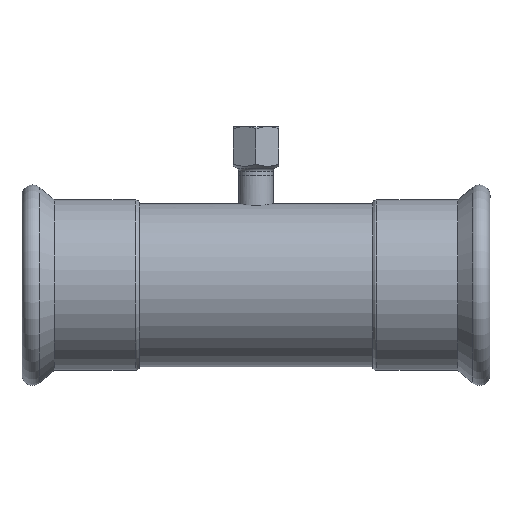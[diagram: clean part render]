
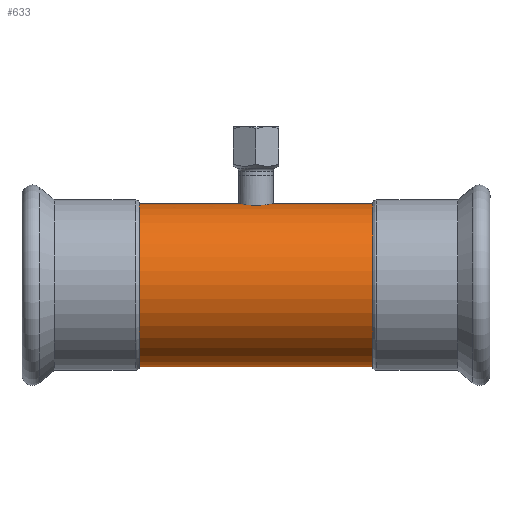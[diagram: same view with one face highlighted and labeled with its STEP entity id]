
A CAD part, front view. The second image highlights one B-rep face of the part: STEP entity #633.
In plain terms, the highlighted cylindrical face has radius 54 mm (diameter 108 mm), a full revolution.
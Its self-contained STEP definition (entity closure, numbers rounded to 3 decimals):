
#140=FACE_BOUND($,#225,.T.);
#141=FACE_BOUND($,#226,.T.);
#142=FACE_BOUND($,#227,.T.);
#179=B_SPLINE_CURVE_WITH_KNOTS($,3,(#1026,#1027,#1028,#1029,#1030,#1031,
#1032,#1033,#1034,#1035,#1036,#1037,#1038,#1039,#1040,#1041,#1042,#1043,
#1044,#1045,#1046,#1047,#1048,#1049,#1050,#1051,#1052,#1053,#1054,#1055,
#1056,#1057,#1058,#1059),.UNSPECIFIED.,.T.,.F.,(4,2,2,2,2,2,2,2,2,2,2,2,
2,2,2,2,4),(0.,0.435,0.869,1.304,1.739,
2.173,2.608,3.042,3.477,3.912,
4.346,4.781,5.216,5.65,6.085,
6.519,6.954),.UNSPECIFIED.);
#225=EDGE_LOOP($,(#476));
#226=EDGE_LOOP($,(#477));
#227=EDGE_LOOP($,(#478));
#306=CIRCLE($,#690,54.);
#307=CIRCLE($,#691,54.);
#346=VERTEX_POINT($,#1025);
#347=VERTEX_POINT($,#1060);
#348=VERTEX_POINT($,#1062);
#403=EDGE_CURVE($,#346,#346,#179,.T.);
#404=EDGE_CURVE($,#347,#347,#306,.T.);
#405=EDGE_CURVE($,#348,#348,#307,.T.);
#476=ORIENTED_EDGE($,*,*,#403,.T.);
#477=ORIENTED_EDGE($,*,*,#404,.F.);
#478=ORIENTED_EDGE($,*,*,#405,.T.);
#621=CYLINDRICAL_SURFACE($,#689,54.);
#633=ADVANCED_FACE($,(#140,#141,#142),#621,.T.);
#689=AXIS2_PLACEMENT_3D($,#1024,#787,#788);
#690=AXIS2_PLACEMENT_3D($,#1061,#789,#790);
#691=AXIS2_PLACEMENT_3D($,#1063,#791,#792);
#787=DIRECTION('center_axis',(1.,0.,0.));
#788=DIRECTION('ref_axis',(0.,1.,0.));
#789=DIRECTION('center_axis',(1.,0.,0.));
#790=DIRECTION('ref_axis',(0.,1.,0.));
#791=DIRECTION('center_axis',(1.,0.,0.));
#792=DIRECTION('ref_axis',(0.,1.,0.));
#1024=CARTESIAN_POINT('Origin',(0.,0.,0.));
#1025=CARTESIAN_POINT('',(0.,11.5,52.761));
#1026=CARTESIAN_POINT('Ctrl Pts',(0.,11.5,52.761));
#1027=CARTESIAN_POINT('Ctrl Pts',(1.449,11.5,52.761));
#1028=CARTESIAN_POINT('Ctrl Pts',(2.991,11.21,52.827));
#1029=CARTESIAN_POINT('Ctrl Pts',(5.823,10.035,53.063));
#1030=CARTESIAN_POINT('Ctrl Pts',(7.113,9.15,53.229));
#1031=CARTESIAN_POINT('Ctrl Pts',(9.15,7.113,53.539));
#1032=CARTESIAN_POINT('Ctrl Pts',(10.035,5.823,53.704));
#1033=CARTESIAN_POINT('Ctrl Pts',(11.21,2.991,53.936));
#1034=CARTESIAN_POINT('Ctrl Pts',(11.5,1.449,54.));
#1035=CARTESIAN_POINT('Ctrl Pts',(11.5,-1.449,54.));
#1036=CARTESIAN_POINT('Ctrl Pts',(11.21,-2.991,53.936));
#1037=CARTESIAN_POINT('Ctrl Pts',(10.035,-5.823,53.704));
#1038=CARTESIAN_POINT('Ctrl Pts',(9.15,-7.113,53.539));
#1039=CARTESIAN_POINT('Ctrl Pts',(7.113,-9.15,53.229));
#1040=CARTESIAN_POINT('Ctrl Pts',(5.823,-10.035,53.063));
#1041=CARTESIAN_POINT('Ctrl Pts',(2.991,-11.21,52.827));
#1042=CARTESIAN_POINT('Ctrl Pts',(1.449,-11.5,52.761));
#1043=CARTESIAN_POINT('Ctrl Pts',(-1.449,-11.5,52.761));
#1044=CARTESIAN_POINT('Ctrl Pts',(-2.991,-11.21,52.827));
#1045=CARTESIAN_POINT('Ctrl Pts',(-5.823,-10.035,53.063));
#1046=CARTESIAN_POINT('Ctrl Pts',(-7.113,-9.15,53.229));
#1047=CARTESIAN_POINT('Ctrl Pts',(-9.15,-7.113,53.539));
#1048=CARTESIAN_POINT('Ctrl Pts',(-10.035,-5.823,53.704));
#1049=CARTESIAN_POINT('Ctrl Pts',(-11.21,-2.991,53.936));
#1050=CARTESIAN_POINT('Ctrl Pts',(-11.5,-1.449,54.));
#1051=CARTESIAN_POINT('Ctrl Pts',(-11.5,1.449,54.));
#1052=CARTESIAN_POINT('Ctrl Pts',(-11.21,2.991,53.936));
#1053=CARTESIAN_POINT('Ctrl Pts',(-10.035,5.823,53.704));
#1054=CARTESIAN_POINT('Ctrl Pts',(-9.15,7.113,53.539));
#1055=CARTESIAN_POINT('Ctrl Pts',(-7.113,9.15,53.229));
#1056=CARTESIAN_POINT('Ctrl Pts',(-5.823,10.035,53.063));
#1057=CARTESIAN_POINT('Ctrl Pts',(-2.991,11.21,52.827));
#1058=CARTESIAN_POINT('Ctrl Pts',(-1.449,11.5,52.761));
#1059=CARTESIAN_POINT('Ctrl Pts',(0.,11.5,52.761));
#1060=CARTESIAN_POINT('',(80.,54.,0.));
#1061=CARTESIAN_POINT('Origin',(80.,0.,0.));
#1062=CARTESIAN_POINT('',(-80.,54.,0.));
#1063=CARTESIAN_POINT('Origin',(-80.,0.,0.));
